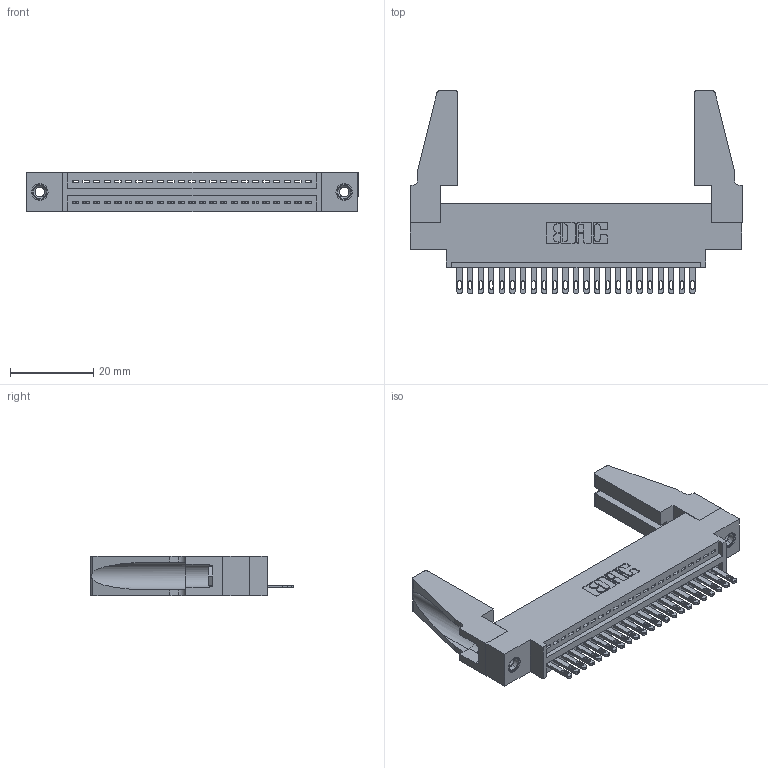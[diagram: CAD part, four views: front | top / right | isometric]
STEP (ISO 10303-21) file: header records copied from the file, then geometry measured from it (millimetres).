
FILE_DESCRIPTION (( 'STEP AP203' ), '1' );
FILE_NAME ('345-023-500-688.STEP', '2019-10-05T01:29:12', ( '' ), ( '' ), 'SwSTEP 2.0', 'SolidWorks 2016', '' );
FILE_SCHEMA (( 'CONFIG_CONTROL_DESIGN' ));
Length unit declared in the file: inch
Products named in the file (5): 345-220-078_345-220-088; 345-023-500-688; 345 Part_0.170 Offset - 0.156 Dia-TH; 345-250-001_345-250-001-102; 345-292-001_345-293-100
Assembly tree (28 placements, depth 2):
  345-023-500-688
    345 Part_0.170 Offset - 0.156 Dia-TH
    345-292-001_345-293-100  x23
    345-250-001_345-250-001-102  x2
    345-220-078_345-220-088  x2
Bounding box: 79.65 x 48.69 x 9.4 mm (x, y, z)
Volume: 10563.4 mm3; surface area: 12764.7 mm2
Topology: 28 solids, 28 shells, 1496 faces, 4531 edges, 3010 vertices
Faces by surface type: plane 938, cylinder 542, cone 12, torus 4
Entity records: 22078 total; most frequent: CARTESIAN_POINT 3815, ORIENTED_EDGE 3732, DIRECTION 3368, EDGE_CURVE 1866, LINE 1596, VECTOR 1596, VERTEX_POINT 1238, AXIS2_PLACEMENT_3D 886
